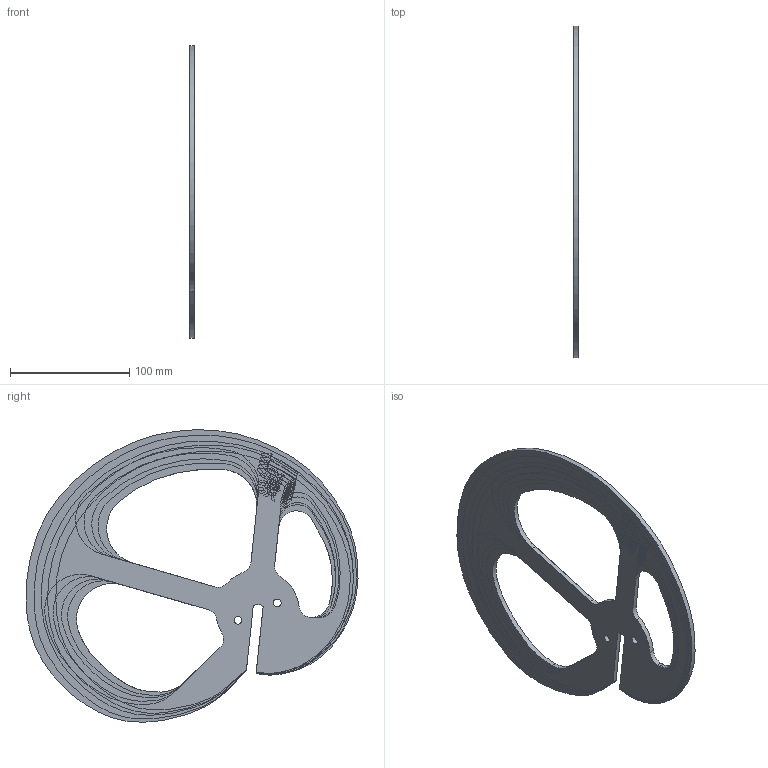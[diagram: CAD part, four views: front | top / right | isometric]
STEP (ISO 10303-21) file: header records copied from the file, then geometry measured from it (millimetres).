
FILE_DESCRIPTION( ( '' ), ' ' );
FILE_NAME( '5ed161919a1f740f8e48cabd.step', '2020-05-29T19:25:05', ( '' ), ( '' ), ' ', ' ', ' ' );
FILE_SCHEMA( ( 'AUTOMOTIVE_DESIGN { 1 0 10303 214 1 1 1 1 }' ) );
Length unit declared in the file: metre
Products named in the file (5): Levas NEW SET3 v6
Bounding box: 4 x 278.27 x 245.26 mm (x, y, z)
Surface area: 253770.9 mm2
Topology: 5 solids, 5 shells, 465 faces, 1365 edges, 910 vertices
Faces by surface type: extrusion 232, plane 138, cylinder 95
Full cylindrical faces by diameter (mm): 6.4 x10
Entity records: 25776 total; most frequent: CARTESIAN_POINT 10236, ORIENTED_EDGE 2710, DIRECTION 1789, EDGE_CURVE 1355, VECTOR 933, VERTEX_POINT 910, LINE 701, B_SPLINE_CURVE_WITH_KNOTS 696
